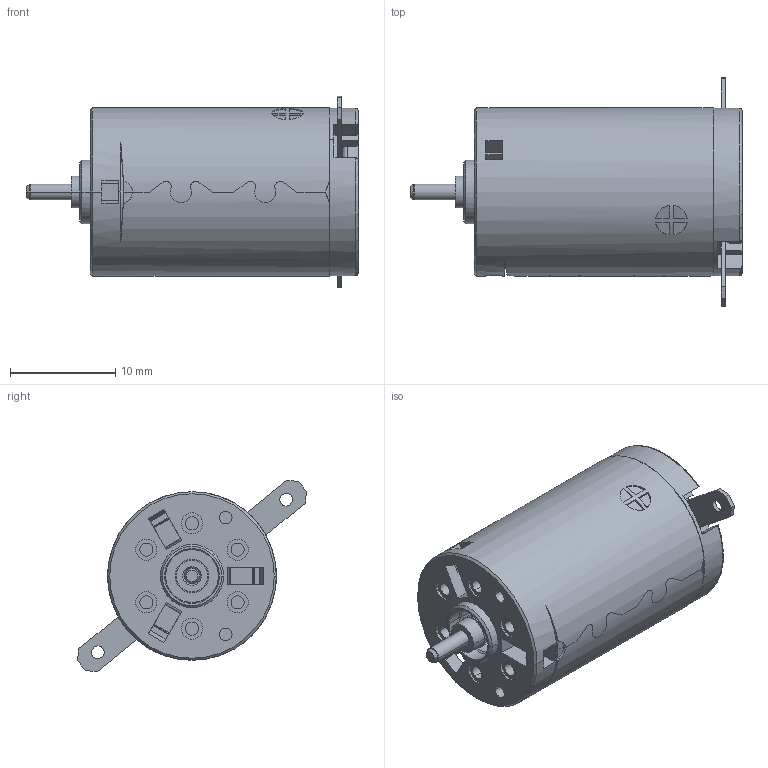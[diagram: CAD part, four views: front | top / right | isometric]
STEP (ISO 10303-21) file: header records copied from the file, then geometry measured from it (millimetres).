
FILE_DESCRIPTION((''),'2;1');
FILE_NAME('110041_AMAX16_EB_2W_SL_1WE','2016-10-14T',('mmagvisi'),(''),'CREO PARAMETRIC BY PTC INC, 2016050','CREO PARAMETRIC BY PTC INC, 2016050','');
FILE_SCHEMA(('CONFIG_CONTROL_DESIGN'));
Length unit declared in the file: millimetre
Products named in the file (1): 110041_AMAX16_EB_2W_SL_1WE
Bounding box: 31.5 x 21.74 x 18.16 mm (x, y, z)
Volume: 4889.3 mm3; surface area: 2798.3 mm2
Topology: 1 solids, 1 shells, 474 faces, 1397 edges, 908 vertices
Faces by surface type: plane 290, cylinder 138, cone 38, torus 4, bspline 4
Entity records: 21172 total; most frequent: CARTESIAN_POINT 4012, ORIENTED_EDGE 2790, DIRECTION 2612, PRESENTATION_STYLE_ASSIGNMENT 1396, STYLED_ITEM 1396, CURVE_STYLE 1395, EDGE_CURVE 1395, VERTEX_POINT 908
